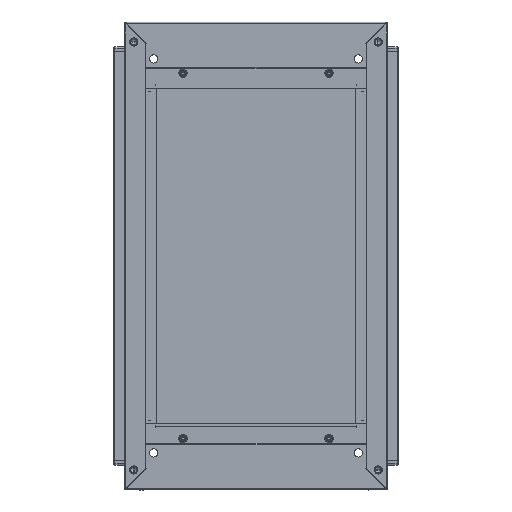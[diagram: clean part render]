
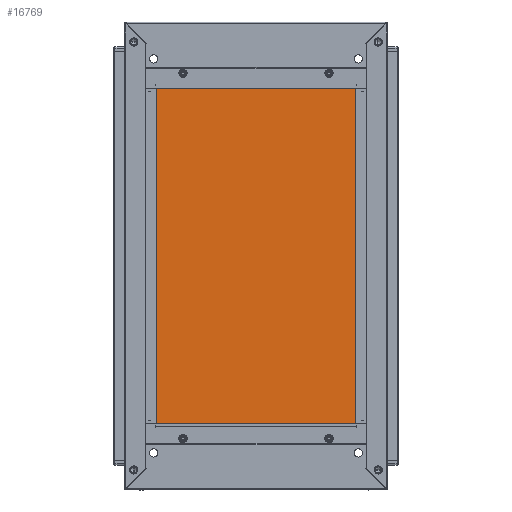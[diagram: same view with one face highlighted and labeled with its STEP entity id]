
A CAD part, top view. The second image highlights one B-rep face of the part: STEP entity #16769.
In plain terms, the highlighted planar face has unit normal (0, 0, 1).
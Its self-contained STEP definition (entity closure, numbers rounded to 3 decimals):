
#1762 = CARTESIAN_POINT ( 'NONE',  ( -300., -190., 0. ) ) ;
#1770 = PLANE ( 'NONE',  #14220 ) ;
#1776 = DIRECTION ( 'NONE',  ( 0., 0., 1. ) ) ;
#1778 = DIRECTION ( 'NONE',  ( 1., 0., 0. ) ) ;
#3991 = ORIENTED_EDGE ( 'NONE', *, *, #48612, .T. ) ;
#3992 = ORIENTED_EDGE ( 'NONE', *, *, #48615, .T. ) ;
#3993 = ORIENTED_EDGE ( 'NONE', *, *, #48618, .T. ) ;
#3994 = ORIENTED_EDGE ( 'NONE', *, *, #48605, .T. ) ;
#12192 = EDGE_LOOP ( 'NONE', ( #3994, #3993, #3992, #3991 ) ) ;
#13395 = FACE_OUTER_BOUND ( 'NONE', #12192, .T. ) ;
#14220 = AXIS2_PLACEMENT_3D ( 'NONE', #1762, #1776, #1778 ) ;
#16769 = ADVANCED_FACE ( 'NONE', ( #13395 ), #1770, .T. ) ;
#31414 = VERTEX_POINT ( 'NONE', #38344 ) ;
#31415 = VERTEX_POINT ( 'NONE', #38345 ) ;
#31418 = VERTEX_POINT ( 'NONE', #38348 ) ;
#31420 = VERTEX_POINT ( 'NONE', #38350 ) ;
#38344 = CARTESIAN_POINT ( 'NONE',  ( -300., 190., 0. ) ) ;
#38345 = CARTESIAN_POINT ( 'NONE',  ( -300., -190., 0. ) ) ;
#38348 = CARTESIAN_POINT ( 'NONE',  ( 300., 190., 0. ) ) ;
#38350 = CARTESIAN_POINT ( 'NONE',  ( 300., -190., 0. ) ) ;
#48605 = EDGE_CURVE ( 'NONE', #31414, #31415, #54194, .T. ) ;
#48612 = EDGE_CURVE ( 'NONE', #31418, #31414, #54235, .T. ) ;
#48615 = EDGE_CURVE ( 'NONE', #31420, #31418, #54245, .T. ) ;
#48618 = EDGE_CURVE ( 'NONE', #31415, #31420, #54255, .T. ) ;
#54194 = LINE ( 'NONE', #55300, #54205 ) ;
#54205 = VECTOR ( 'NONE', #55301, 1000. ) ;
#54235 = LINE ( 'NONE', #55316, #54237 ) ;
#54237 = VECTOR ( 'NONE', #55317, 1000. ) ;
#54245 = LINE ( 'NONE', #55323, #54247 ) ;
#54247 = VECTOR ( 'NONE', #55324, 1000. ) ;
#54255 = LINE ( 'NONE', #55330, #54257 ) ;
#54257 = VECTOR ( 'NONE', #55331, 1000. ) ;
#55300 = CARTESIAN_POINT ( 'NONE',  ( -300., 190., 0. ) ) ;
#55301 = DIRECTION ( 'NONE',  ( 0., -1., 0. ) ) ;
#55316 = CARTESIAN_POINT ( 'NONE',  ( -300., 190., 0. ) ) ;
#55317 = DIRECTION ( 'NONE',  ( -1., 0., 0. ) ) ;
#55323 = CARTESIAN_POINT ( 'NONE',  ( 300., 190., 0. ) ) ;
#55324 = DIRECTION ( 'NONE',  ( 0., 1., 0. ) ) ;
#55330 = CARTESIAN_POINT ( 'NONE',  ( -300., -190., 0. ) ) ;
#55331 = DIRECTION ( 'NONE',  ( 1., 0., 0. ) ) ;
